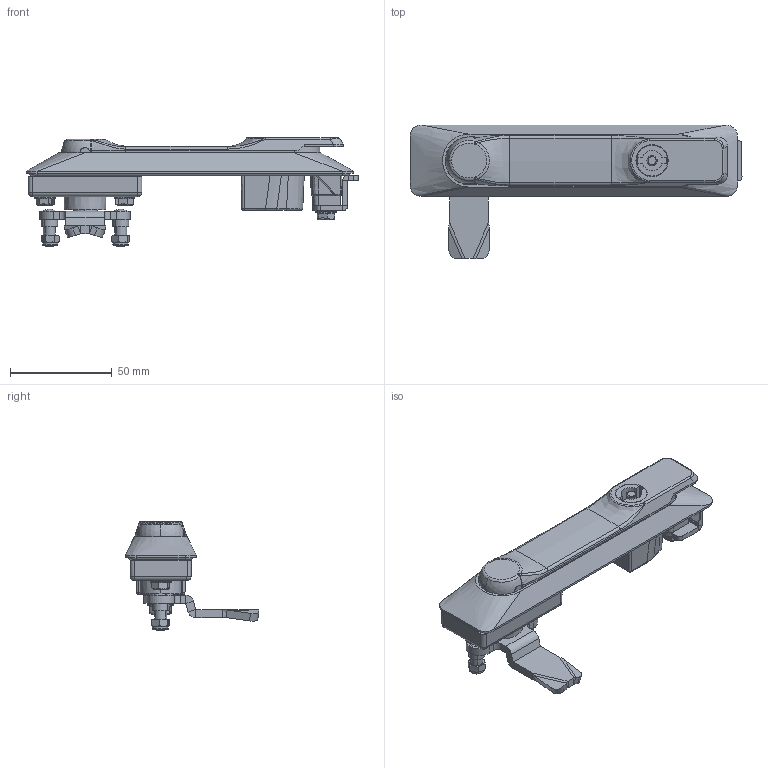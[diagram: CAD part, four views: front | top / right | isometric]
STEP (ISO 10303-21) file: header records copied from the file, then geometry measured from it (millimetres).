
FILE_DESCRIPTION (( 'STEP AP203' ), '1' );
FILE_NAME ('KI45.2.01.14 .STEP', '2022-04-28T12:37:18', ( '' ), ( '' ), 'SwSTEP 2.0', 'SolidWorks 2021', '' );
FILE_SCHEMA (( 'CONFIG_CONTROL_DESIGN' ));
Length unit declared in the file: millimetre
Products named in the file (1): KI45.2.01.14 
Bounding box: 163.2 x 65.78 x 53.35 mm (x, y, z)
Surface area: 36529.7 mm2 (no closed solid volume)
Topology: 0 solids, 47 shells, 675 faces, 2009 edges, 1361 vertices
Faces by surface type: plane 310, cylinder 156, torus 78, bspline 60, cone 56, sphere 15
Entity records: 28660 total; most frequent: CARTESIAN_POINT 11904, ORIENTED_EDGE 3341, DIRECTION 3251, EDGE_CURVE 2006, VERTEX_POINT 1360, AXIS2_PLACEMENT_3D 1195, LINE 861, VECTOR 861
